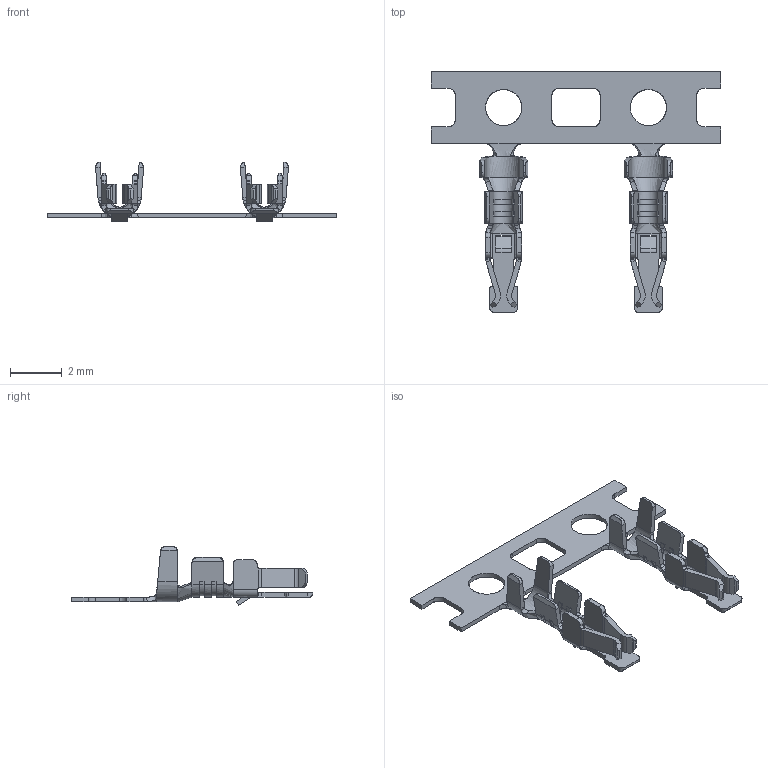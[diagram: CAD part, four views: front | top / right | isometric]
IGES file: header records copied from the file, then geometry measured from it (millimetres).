
Start section: ZWSOFT
Global section: file name: WF2002-TPSN02.igs; native system: ZW3D; preprocessor: 1.0; author: ZW3D; organization: ZWSOFT; date: 231018.173106; units: millimetre
Bounding box: 11.21 x 9.34 x 2.29 mm (x, y, z)
Surface area: 142.5 mm2 (no closed solid volume)
Topology: 0 solids, 0 shells, 434 faces, 2317 edges, 2313 vertices
Faces by surface type: bspline 434
